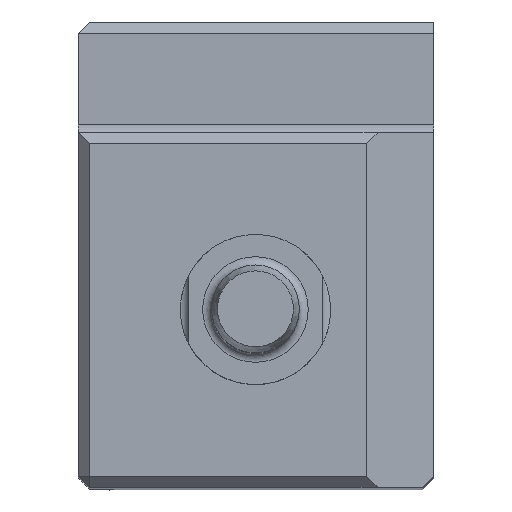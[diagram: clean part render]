
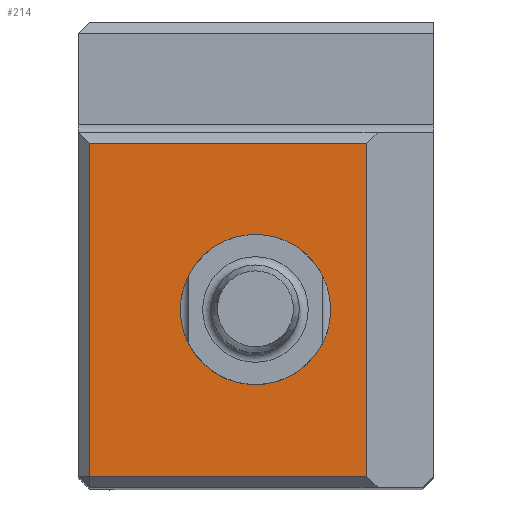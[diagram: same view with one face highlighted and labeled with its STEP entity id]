
A CAD part, top view. The second image highlights one B-rep face of the part: STEP entity #214.
In plain terms, the highlighted planar face has unit normal (0, 0, 1).
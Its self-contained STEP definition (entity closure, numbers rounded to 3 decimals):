
#214=ADVANCED_FACE('',(#370,#371),#288,.F.);
#288=PLANE('',#1362);
#329=CIRCLE('',#1361,3.375);
#370=FACE_BOUND('',#412,.T.);
#371=FACE_BOUND('',#413,.T.);
#412=EDGE_LOOP('',(#507,#508,#509,#510));
#413=EDGE_LOOP('',(#511));
#507=ORIENTED_EDGE('',*,*,#930,.T.);
#508=ORIENTED_EDGE('',*,*,#931,.F.);
#509=ORIENTED_EDGE('',*,*,#932,.T.);
#510=ORIENTED_EDGE('',*,*,#933,.T.);
#511=ORIENTED_EDGE('',*,*,#934,.F.);
#821=VERTEX_POINT('',#1873);
#822=VERTEX_POINT('',#1874);
#823=VERTEX_POINT('',#1876);
#824=VERTEX_POINT('',#1878);
#825=VERTEX_POINT('',#1881);
#930=EDGE_CURVE('',#821,#822,#1087,.T.);
#931=EDGE_CURVE('',#823,#822,#1088,.T.);
#932=EDGE_CURVE('',#823,#824,#1089,.T.);
#933=EDGE_CURVE('',#824,#821,#1090,.T.);
#934=EDGE_CURVE('',#825,#825,#329,.T.);
#1087=LINE('',#1872,#1183);
#1088=LINE('',#1875,#1184);
#1089=LINE('',#1877,#1185);
#1090=LINE('',#1879,#1186);
#1183=VECTOR('',#1503,1.);
#1184=VECTOR('',#1504,1.);
#1185=VECTOR('',#1505,1.);
#1186=VECTOR('',#1506,1.);
#1361=AXIS2_PLACEMENT_3D('',#1880,#1507,#1508);
#1362=AXIS2_PLACEMENT_3D('',#1882,#1509,#1510);
#1503=DIRECTION('',(1.,0.,0.));
#1504=DIRECTION('',(0.,-1.,0.));
#1505=DIRECTION('',(-1.,0.,0.));
#1506=DIRECTION('',(0.,-1.,0.));
#1507=DIRECTION('',(0.,0.,1.));
#1508=DIRECTION('',(-1.,0.,0.));
#1509=DIRECTION('',(0.,0.,-1.));
#1510=DIRECTION('',(-1.,0.,0.));
#1872=CARTESIAN_POINT('',(-15.975,0.5,0.));
#1873=CARTESIAN_POINT('',(-15.475,0.5,0.));
#1874=CARTESIAN_POINT('',(-3.,0.5,0.));
#1875=CARTESIAN_POINT('',(-3.,207.9,0.));
#1876=CARTESIAN_POINT('',(-3.,15.475,0.));
#1877=CARTESIAN_POINT('',(-15.975,15.475,0.));
#1878=CARTESIAN_POINT('',(-15.475,15.475,0.));
#1879=CARTESIAN_POINT('',(-15.475,21.,0.));
#1880=CARTESIAN_POINT('',(-8.012,7.988,0.));
#1881=CARTESIAN_POINT('',(-11.388,7.988,0.));
#1882=CARTESIAN_POINT('',(-15.975,21.,0.));
